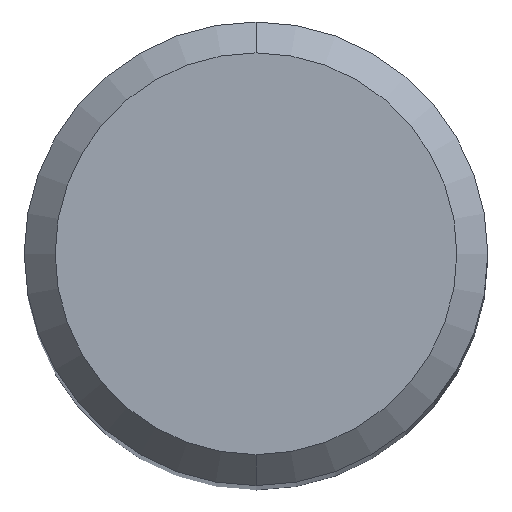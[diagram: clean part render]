
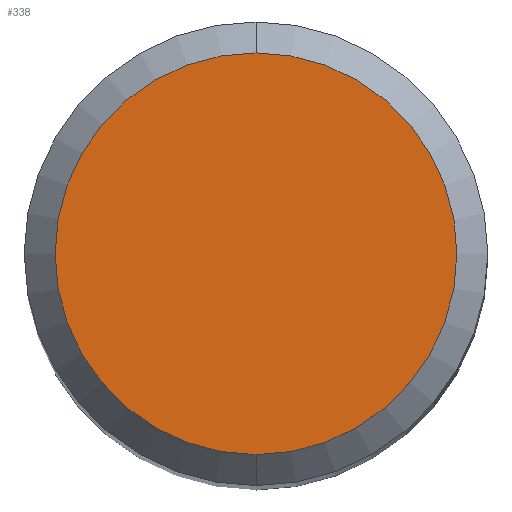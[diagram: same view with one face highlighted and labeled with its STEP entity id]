
A CAD part, top view. The second image highlights one B-rep face of the part: STEP entity #338.
In plain terms, the highlighted planar face has unit normal (0, 0, 1).
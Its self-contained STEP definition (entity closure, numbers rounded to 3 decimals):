
#224=EDGE_CURVE('',#260,#278,#525,.T.);
#260=VERTEX_POINT('',#565);
#278=VERTEX_POINT('',#586);
#338=ADVANCED_FACE('',(#650),#651,.T.);
#366=EDGE_CURVE('',#278,#260,#683,.T.);
#525=CIRCLE('',#926,2.6);
#565=CARTESIAN_POINT('',(0.0,2.6,0.0));
#586=CARTESIAN_POINT('',(0.,-2.6,0.0));
#650=FACE_OUTER_BOUND('',#1143,.T.);
#651=PLANE('',#1144);
#683=CIRCLE('',#1202,2.6);
#926=AXIS2_PLACEMENT_3D('',#1471,#1472,#1473);
#1143=EDGE_LOOP('',(#1609,#1610));
#1144=AXIS2_PLACEMENT_3D('',#1611,#1612,#1613);
#1202=AXIS2_PLACEMENT_3D('',#1649,#1650,#1651);
#1471=CARTESIAN_POINT('',(0.0,0.0,0.0));
#1472=DIRECTION('',(0.0,0.0,-1.0));
#1473=DIRECTION('',(0.0,1.0,0.0));
#1609=ORIENTED_EDGE('',*,*,#224,.F.);
#1610=ORIENTED_EDGE('',*,*,#366,.F.);
#1611=CARTESIAN_POINT('',(0.0,1.3,0.0));
#1612=DIRECTION('',(-0.0,0.0,1.0));
#1613=DIRECTION('',(0.0,-1.0,0.0));
#1649=CARTESIAN_POINT('',(0.0,0.0,0.0));
#1650=DIRECTION('',(0.0,0.0,-1.0));
#1651=DIRECTION('',(0.0,1.0,0.0));
